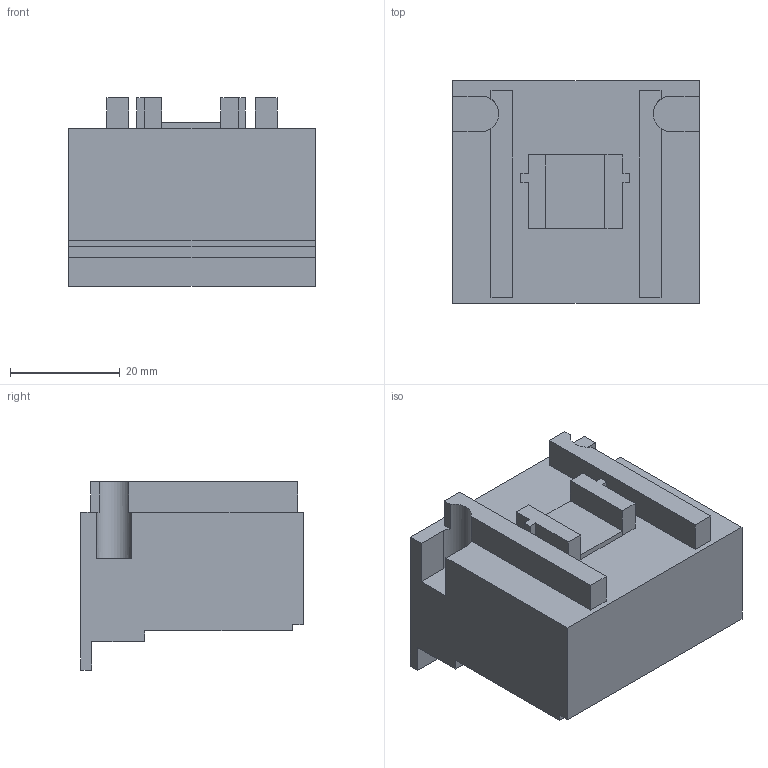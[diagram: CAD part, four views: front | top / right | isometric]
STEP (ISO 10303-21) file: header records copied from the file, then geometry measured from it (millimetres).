
FILE_DESCRIPTION((''),'2;1');
FILE_NAME('3d_11G272C48.stp','2012-10-03T13:26:48',(''),(''),'Mechanical Desktop 2011','Mechanical Desktop 2011',', , ');
FILE_SCHEMA(('CONFIG_CONTROL_DESIGN'));
Length unit declared in the file: millimetre
Products named in the file (1): Product
Bounding box: 45 x 40.6 x 34.3 mm (x, y, z)
Volume: 42330.6 mm3; surface area: 10148.5 mm2
Topology: 4 solids, 4 shells, 58 faces, 240 edges, 278 vertices
Faces by surface type: plane 56, cylinder 2
Entity records: 2404 total; most frequent: CARTESIAN_POINT 503, DIRECTION 384, ORIENTED_EDGE 300, VECTOR 214, LINE 214, EDGE_CURVE 150, VERTEX_POINT 100, TRIMMED_CURVE 88
